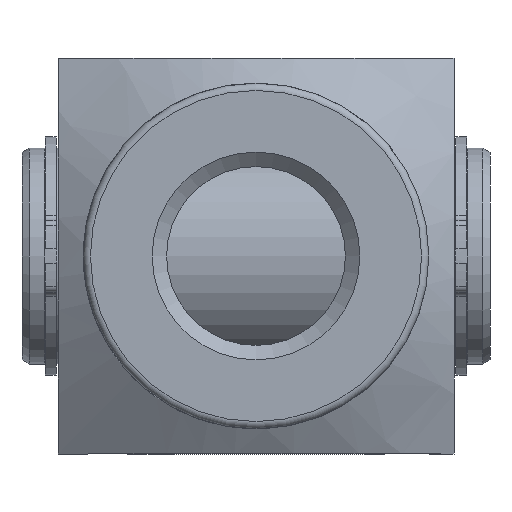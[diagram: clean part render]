
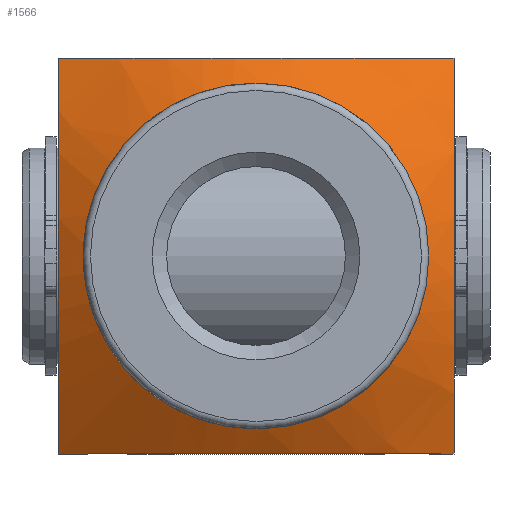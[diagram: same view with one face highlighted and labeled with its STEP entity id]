
A CAD part, front view. The second image highlights one B-rep face of the part: STEP entity #1566.
In plain terms, the highlighted conical face has half-angle 60 degrees and reference radius 54.75 mm.
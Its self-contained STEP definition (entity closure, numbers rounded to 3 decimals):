
#1244=CARTESIAN_POINT('',(27.5,-63.403,-27.5));
#1245=VERTEX_POINT('',#1244);
#1246=CARTESIAN_POINT('',(-27.5,-63.403,-27.5));
#1247=VERTEX_POINT('',#1246);
#1248=CARTESIAN_POINT('',(-198.032,29.575,-27.5));
#1249=CARTESIAN_POINT('',(0.0,-83.673,-27.5));
#1250=CARTESIAN_POINT('',(198.032,29.575,-27.5));
#1258=(BOUNDED_CURVE()B_SPLINE_CURVE(2,(#1248,#1249,#1250),.UNSPECIFIED.,.F.,.U.)B_SPLINE_CURVE_WITH_KNOTS((3,3),(0.0,44.33),.UNSPECIFIED.)CURVE()GEOMETRIC_REPRESENTATION_ITEM()RATIONAL_B_SPLINE_CURVE((1.0,7.27,1.0))REPRESENTATION_ITEM(''));
#1259=EDGE_CURVE('',#1245,#1247,#1258,.F.);
#1426=CARTESIAN_POINT('',(27.5,-63.403,27.5));
#1427=VERTEX_POINT('',#1426);
#1434=CARTESIAN_POINT('',(27.5,36.433,-210.019));
#1435=CARTESIAN_POINT('',(27.5,-83.795,0.0));
#1436=CARTESIAN_POINT('',(27.5,36.433,210.019));
#1444=(BOUNDED_CURVE()B_SPLINE_CURVE(2,(#1434,#1435,#1436),.UNSPECIFIED.,.F.,.U.)B_SPLINE_CURVE_WITH_KNOTS((3,3),(0.0,47.088),.UNSPECIFIED.)CURVE()GEOMETRIC_REPRESENTATION_ITEM()RATIONAL_B_SPLINE_CURVE((1.0,7.702,1.0))REPRESENTATION_ITEM(''));
#1445=EDGE_CURVE('',#1427,#1245,#1444,.F.);
#1495=CARTESIAN_POINT('',(-27.5,-63.403,27.5));
#1496=VERTEX_POINT('',#1495);
#1497=CARTESIAN_POINT('',(-27.5,36.433,-210.019));
#1498=CARTESIAN_POINT('',(-27.5,-83.795,0.0));
#1499=CARTESIAN_POINT('',(-27.5,36.433,210.019));
#1507=(BOUNDED_CURVE()B_SPLINE_CURVE(2,(#1497,#1498,#1499),.UNSPECIFIED.,.F.,.U.)B_SPLINE_CURVE_WITH_KNOTS((3,3),(0.0,47.088),.UNSPECIFIED.)CURVE()GEOMETRIC_REPRESENTATION_ITEM()RATIONAL_B_SPLINE_CURVE((1.0,7.702,1.0))REPRESENTATION_ITEM(''));
#1508=EDGE_CURVE('',#1247,#1496,#1507,.T.);
#1532=CARTESIAN_POINT('',(0.,-54.246,0.0));
#1533=DIRECTION('',(0.0,1.0,0.0));
#1534=DIRECTION('',(-1.0,0.0,0.0));
#1535=AXIS2_PLACEMENT_3D('',#1532,#1533,#1534);
#1536=CONICAL_SURFACE('',#1535,54.75,60.);
#1537=CARTESIAN_POINT('',(-198.032,29.575,27.5));
#1538=CARTESIAN_POINT('',(0.0,-83.673,27.5));
#1539=CARTESIAN_POINT('',(198.032,29.575,27.5));
#1547=(BOUNDED_CURVE()B_SPLINE_CURVE(2,(#1537,#1538,#1539),.UNSPECIFIED.,.F.,.U.)B_SPLINE_CURVE_WITH_KNOTS((3,3),(0.0,44.33),.UNSPECIFIED.)CURVE()GEOMETRIC_REPRESENTATION_ITEM()RATIONAL_B_SPLINE_CURVE((1.0,7.27,1.0))REPRESENTATION_ITEM(''));
#1548=EDGE_CURVE('',#1496,#1427,#1547,.T.);
#1549=ORIENTED_EDGE('',*,*,#1548,.F.);
#1550=ORIENTED_EDGE('',*,*,#1508,.F.);
#1551=ORIENTED_EDGE('',*,*,#1259,.F.);
#1552=ORIENTED_EDGE('',*,*,#1445,.F.);
#1553=EDGE_LOOP('',(#1549,#1550,#1551,#1552));
#1554=FACE_OUTER_BOUND('',#1553,.T.);
#1555=CARTESIAN_POINT('',(24.,-72.0,0.0));
#1556=VERTEX_POINT('',#1555);
#1557=CARTESIAN_POINT('',(0.,-72.0,0.0));
#1558=DIRECTION('',(0.0,-1.0,0.0));
#1559=DIRECTION('',(1.0,0.0,0.0));
#1560=AXIS2_PLACEMENT_3D('',#1557,#1558,#1559);
#1561=CIRCLE('',#1560,24.);
#1562=EDGE_CURVE('',#1556,#1556,#1561,.T.);
#1563=ORIENTED_EDGE('',*,*,#1562,.F.);
#1564=EDGE_LOOP('',(#1563));
#1565=FACE_BOUND('',#1564,.T.);
#1566=ADVANCED_FACE('',(#1554,#1565),#1536,.T.);
